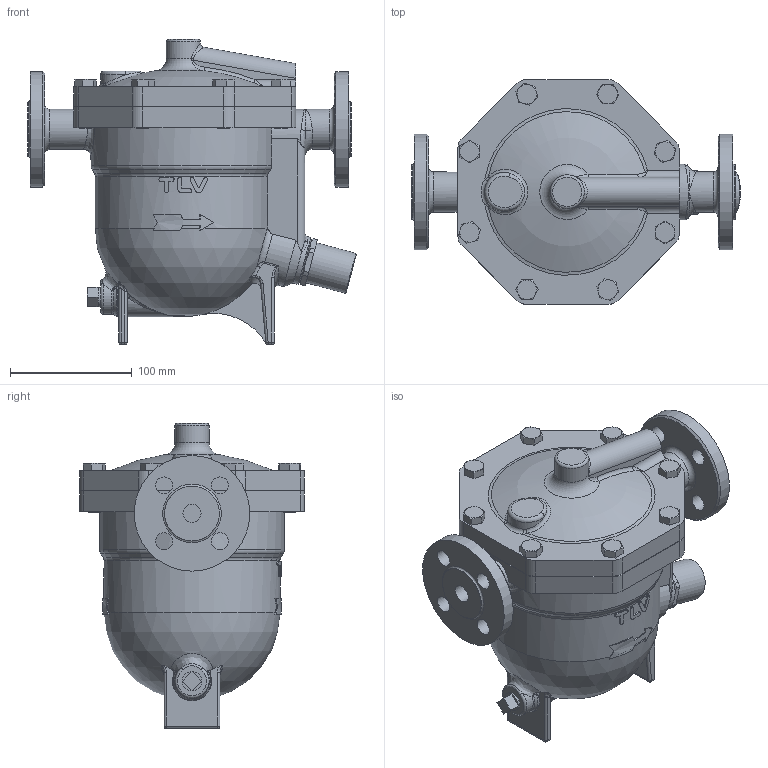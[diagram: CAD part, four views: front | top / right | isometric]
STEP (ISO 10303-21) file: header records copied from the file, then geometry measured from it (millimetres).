
FILE_DESCRIPTION(/* description */ (''),/* implementation_level */ '2;1');
FILE_NAME(/* name */ 'ja700-015-e0016-00.stp',/* time_stamp */ '2017-01-24T09:54:11+09:00',/* author */ ('nakaot'),/* organization */ (''),/* preprocessor_version */ 'ST-DEVELOPER v15.6',/* originating_system */ 'Autodesk Inventor 2015',/* authorisation */ '');
FILE_SCHEMA (('CONFIG_CONTROL_DESIGN'));
Length unit declared in the file: millimetre
Products named in the file (1): ja700-015-e0016-00
Bounding box: 270.4 x 185 x 251 mm (x, y, z)
Volume: 3800223.3 mm3; surface area: 232643.3 mm2
Topology: 1 solids, 1 shells, 448 faces, 1100 edges, 671 vertices
Faces by surface type: plane 163, cylinder 109, bspline 83, cone 57, torus 26, sphere 10
Full cylindrical faces by diameter (mm): 10 x16, 12 x8, 14 x8, 15 x2, 28 x1, 33 x2, 34 x1, 40 x1, 45 x2, 95 x2, 150 x1
Entity records: 20622 total; most frequent: CARTESIAN_POINT 11176, ORIENTED_EDGE 2016, DIRECTION 1759, EDGE_CURVE 1008, AXIS2_PLACEMENT_3D 724, VERTEX_POINT 656, EDGE_LOOP 574, FACE_OUTER_BOUND 448
